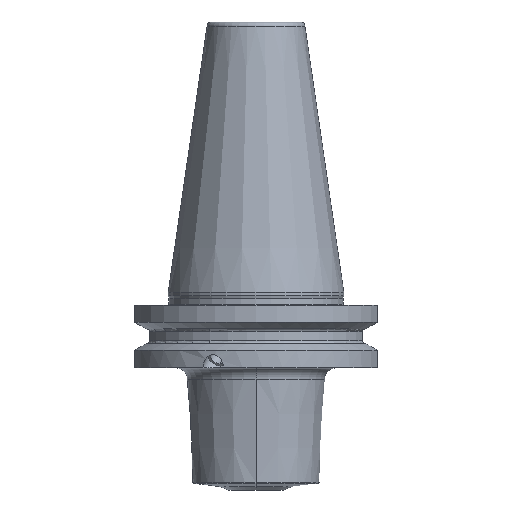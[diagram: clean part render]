
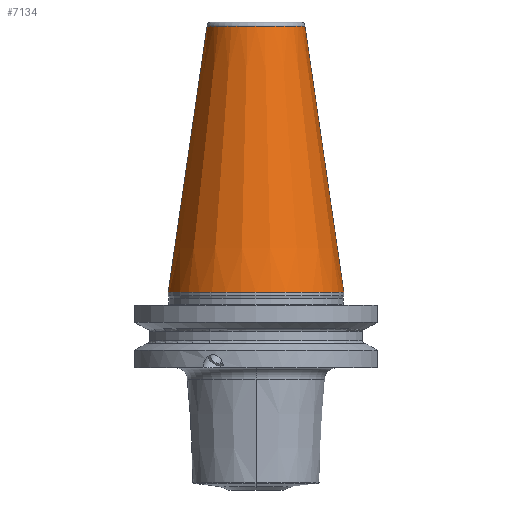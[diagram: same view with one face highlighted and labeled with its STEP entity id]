
A CAD part, front view. The second image highlights one B-rep face of the part: STEP entity #7134.
In plain terms, the highlighted conical face has half-angle 8.3 degrees and reference radius 17.311 mm.
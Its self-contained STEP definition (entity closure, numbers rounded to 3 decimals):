
#3155=CARTESIAN_POINT('',(0.,0.,0.));
#3156=DIRECTION('',(0.,0.,1.));
#3157=DIRECTION('',(-1.,0.,0.));
#3158=AXIS2_PLACEMENT_3D('',#3155,#3156,#3157);
#3171=CARTESIAN_POINT('',(0.,0.,67.373));
#3172=DIRECTION('',(0.,0.,1.));
#3173=DIRECTION('',(-1.,0.,0.));
#3174=AXIS2_PLACEMENT_3D('',#3171,#3172,#3173);
#3363=DIRECTION('',(0.144,0.,0.99));
#3364=VECTOR('',#3363,68.086);
#3365=CARTESIAN_POINT('',(-22.225,0.,0.));
#3366=LINE('',#3365,#3364);
#3378=DIRECTION('',(-0.144,0.,0.99));
#3379=VECTOR('',#3378,68.086);
#3380=CARTESIAN_POINT('',(22.225,0.,0.));
#3381=LINE('',#3380,#3379);
#4938=CARTESIAN_POINT('',(22.225,0.,0.));
#4939=VERTEX_POINT('',#4938);
#4940=CARTESIAN_POINT('',(-22.225,0.,0.));
#4941=VERTEX_POINT('',#4940);
#5098=CARTESIAN_POINT('',(-12.396,0.,67.373));
#5099=CARTESIAN_POINT('',(12.396,0.,67.373));
#5100=VERTEX_POINT('',#5098);
#5101=VERTEX_POINT('',#5099);
#7120=CARTESIAN_POINT('',(0.,0.,33.687));
#7121=DIRECTION('',(0.,0.,-1.));
#7122=DIRECTION('',(-1.,0.,0.));
#7123=AXIS2_PLACEMENT_3D('',#7120,#7121,#7122);
#7124=CONICAL_SURFACE('',#7123,17.311,8.3);
#7126=ORIENTED_EDGE('',*,*,#7125,.T.);
#7128=ORIENTED_EDGE('',*,*,#7127,.F.);
#7129=ORIENTED_EDGE('',*,*,#7115,.F.);
#7131=ORIENTED_EDGE('',*,*,#7130,.T.);
#7132=EDGE_LOOP('',(#7126,#7128,#7129,#7131));
#7133=FACE_OUTER_BOUND('',#7132,.F.);
#3159=CIRCLE('',#3158,22.225);
#3175=CIRCLE('',#3174,12.396);
#7115=EDGE_CURVE('',#4941,#4939,#3159,.T.);
#7125=EDGE_CURVE('',#5100,#5101,#3175,.T.);
#7127=EDGE_CURVE('',#4939,#5101,#3381,.T.);
#7130=EDGE_CURVE('',#4941,#5100,#3366,.T.);
#7134=ADVANCED_FACE('',(#7133),#7124,.T.);
